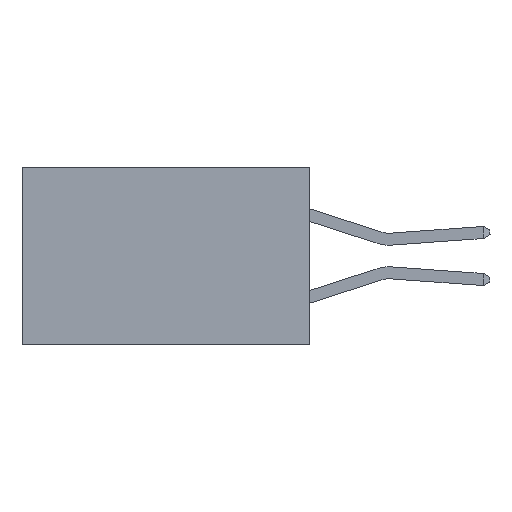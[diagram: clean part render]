
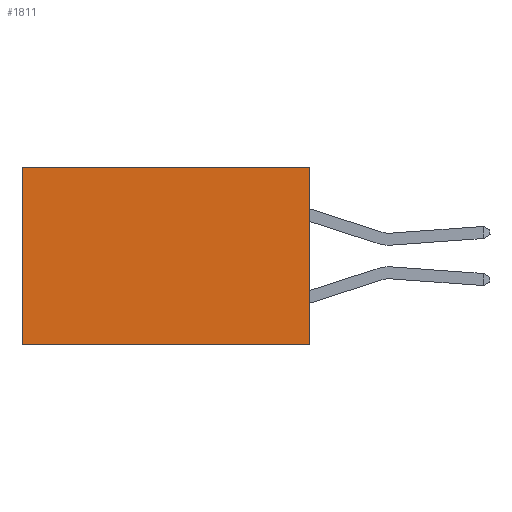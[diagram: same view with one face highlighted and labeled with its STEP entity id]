
A CAD part, left-side view. The second image highlights one B-rep face of the part: STEP entity #1811.
In plain terms, the highlighted planar face has unit normal (-1, 0, 0).
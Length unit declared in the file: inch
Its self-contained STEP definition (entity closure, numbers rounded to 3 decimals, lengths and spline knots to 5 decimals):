
#230 = CARTESIAN_POINT ( 'NONE',  ( 0.298, 0., 0. ) ) ;
#341 = FACE_OUTER_BOUND ( 'NONE', #21893, .T. ) ;
#350 = CARTESIAN_POINT ( 'NONE',  ( 0.298, 0., 0. ) ) ;
#899 = VERTEX_POINT ( 'NONE', #15953 ) ;
#1690 = CARTESIAN_POINT ( 'NONE',  ( 0.298, 0., -0.37 ) ) ;
#1811 = ADVANCED_FACE ( 'NONE', ( #341 ), #25131, .F. ) ;
#2022 = ORIENTED_EDGE ( 'NONE', *, *, #9624, .T. ) ;
#3284 = AXIS2_PLACEMENT_3D ( 'NONE', #230, #13872, #7798 ) ;
#3845 = DIRECTION ( 'NONE',  ( 0., 1., 0. ) ) ;
#4317 = LINE ( 'NONE', #24053, #15830 ) ;
#4570 = DIRECTION ( 'NONE',  ( 0., 1., 0. ) ) ;
#4843 = VECTOR ( 'NONE', #4570, 39.37008 ) ;
#5199 = LINE ( 'NONE', #1690, #14687 ) ;
#5261 = ORIENTED_EDGE ( 'NONE', *, *, #12924, .F. ) ;
#5474 = DIRECTION ( 'NONE',  ( 0., 0., -1. ) ) ;
#5677 = EDGE_CURVE ( 'NONE', #19807, #20426, #5199, .T. ) ;
#7061 = CARTESIAN_POINT ( 'NONE',  ( 0.298, 0., -0.37 ) ) ;
#7798 = DIRECTION ( 'NONE',  ( 0., 0., -1. ) ) ;
#8423 = VERTEX_POINT ( 'NONE', #13843 ) ;
#9624 = EDGE_CURVE ( 'NONE', #899, #8423, #16369, .T. ) ;
#10857 = ORIENTED_EDGE ( 'NONE', *, *, #20353, .T. ) ;
#11441 = LINE ( 'NONE', #16272, #12132 ) ;
#12132 = VECTOR ( 'NONE', #5474, 39.37008 ) ;
#12924 = EDGE_CURVE ( 'NONE', #899, #19807, #11441, .T. ) ;
#13379 = DIRECTION ( 'NONE',  ( 0., 0., -1. ) ) ;
#13843 = CARTESIAN_POINT ( 'NONE',  ( 0.298, 0.6, 0. ) ) ;
#13872 = DIRECTION ( 'NONE',  ( 1., 0., 0. ) ) ;
#14687 = VECTOR ( 'NONE', #3845, 39.37008 ) ;
#15830 = VECTOR ( 'NONE', #13379, 39.37008 ) ;
#15953 = CARTESIAN_POINT ( 'NONE',  ( 0.298, 0., 0. ) ) ;
#16272 = CARTESIAN_POINT ( 'NONE',  ( 0.298, 0., 0. ) ) ;
#16369 = LINE ( 'NONE', #350, #4843 ) ;
#17798 = CARTESIAN_POINT ( 'NONE',  ( 0.298, 0.6, -0.37 ) ) ;
#19807 = VERTEX_POINT ( 'NONE', #7061 ) ;
#20353 = EDGE_CURVE ( 'NONE', #8423, #20426, #4317, .T. ) ;
#20426 = VERTEX_POINT ( 'NONE', #17798 ) ;
#21893 = EDGE_LOOP ( 'NONE', ( #10857, #23533, #5261, #2022 ) ) ;
#23533 = ORIENTED_EDGE ( 'NONE', *, *, #5677, .F. ) ;
#24053 = CARTESIAN_POINT ( 'NONE',  ( 0.298, 0.6, 0. ) ) ;
#25131 = PLANE ( 'NONE',  #3284 ) ;
